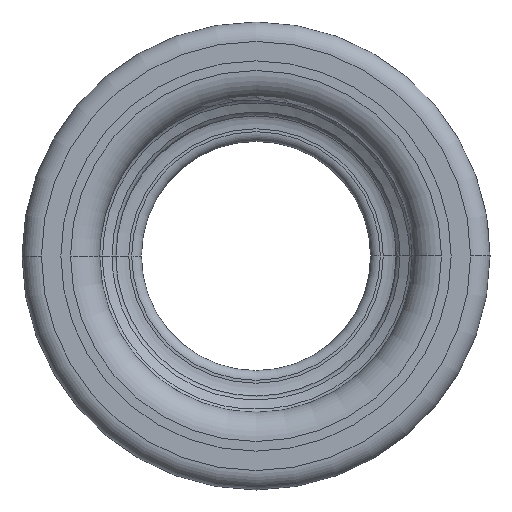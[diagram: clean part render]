
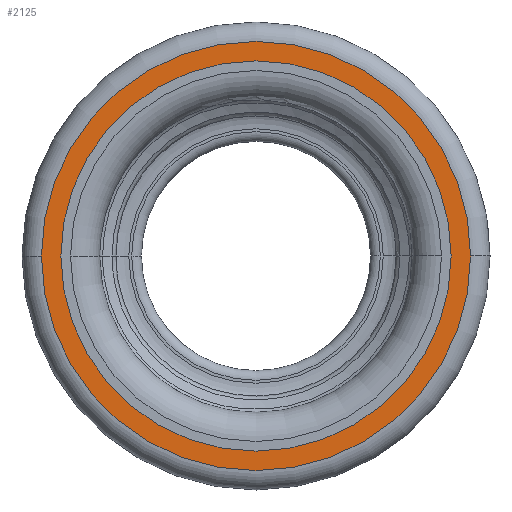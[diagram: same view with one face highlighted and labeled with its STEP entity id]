
A CAD part, left-side view. The second image highlights one B-rep face of the part: STEP entity #2125.
In plain terms, the highlighted planar face has unit normal (-1, 0, 0).
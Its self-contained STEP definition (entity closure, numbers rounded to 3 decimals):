
#2046=CARTESIAN_POINT('Axis2P3D Location',(-2.5,10.05,0.)) ;
#2051=CARTESIAN_POINT('Axis2P3D Location',(-2.5,0.,0.)) ;
#2055=CARTESIAN_POINT('Vertex',(-2.5,10.05,0.)) ;
#2057=CARTESIAN_POINT('Vertex',(-2.5,-10.05,0.)) ;
#2060=CARTESIAN_POINT('Axis2P3D Location',(-2.5,0.,0.)) ;
#2083=CARTESIAN_POINT('Vertex',(-2.5,-11.05,0.)) ;
#2086=CARTESIAN_POINT('Axis2P3D Location',(-2.5,0.,0.)) ;
#2090=CARTESIAN_POINT('Vertex',(-2.5,11.05,0.)) ;
#2105=CARTESIAN_POINT('Axis2P3D Location',(-2.5,0.,0.)) ;
#2047=DIRECTION('Axis2P3D Direction',(1.,0.,0.)) ;
#2048=DIRECTION('Axis2P3D XDirection',(0.,1.,0.)) ;
#2052=DIRECTION('Axis2P3D Direction',(1.,0.,0.)) ;
#2061=DIRECTION('Axis2P3D Direction',(1.,0.,0.)) ;
#2087=DIRECTION('Axis2P3D Direction',(1.,0.,0.)) ;
#2106=DIRECTION('Axis2P3D Direction',(1.,0.,0.)) ;
#2049=AXIS2_PLACEMENT_3D('Plane Axis2P3D',#2046,#2047,#2048) ;
#2053=AXIS2_PLACEMENT_3D('Circle Axis2P3D',#2051,#2052,$) ;
#2062=AXIS2_PLACEMENT_3D('Circle Axis2P3D',#2060,#2061,$) ;
#2088=AXIS2_PLACEMENT_3D('Circle Axis2P3D',#2086,#2087,$) ;
#2107=AXIS2_PLACEMENT_3D('Circle Axis2P3D',#2105,#2106,$) ;
#2118=ORIENTED_EDGE('',*,*,#2109,.F.) ;
#2119=ORIENTED_EDGE('',*,*,#2092,.F.) ;
#2122=ORIENTED_EDGE('',*,*,#2064,.T.) ;
#2123=ORIENTED_EDGE('',*,*,#2059,.T.) ;
#2124=FACE_BOUND('',#2121,.T.) ;
#2125=ADVANCED_FACE('PartBody',(#2120,#2124),#2050,.F.) ;
#2054=CIRCLE('generated circle',#2053,10.05) ;
#2063=CIRCLE('generated circle',#2062,10.05) ;
#2089=CIRCLE('generated circle',#2088,11.05) ;
#2108=CIRCLE('generated circle',#2107,11.05) ;
#2059=EDGE_CURVE('',#2056,#2058,#2054,.T.) ;
#2064=EDGE_CURVE('',#2058,#2056,#2063,.T.) ;
#2092=EDGE_CURVE('',#2084,#2091,#2089,.T.) ;
#2109=EDGE_CURVE('',#2091,#2084,#2108,.T.) ;
#2117=EDGE_LOOP('',(#2118,#2119)) ;
#2121=EDGE_LOOP('',(#2122,#2123)) ;
#2120=FACE_OUTER_BOUND('',#2117,.T.) ;
#2050=PLANE('',#2049) ;
#2056=VERTEX_POINT('',#2055) ;
#2058=VERTEX_POINT('',#2057) ;
#2084=VERTEX_POINT('',#2083) ;
#2091=VERTEX_POINT('',#2090) ;
